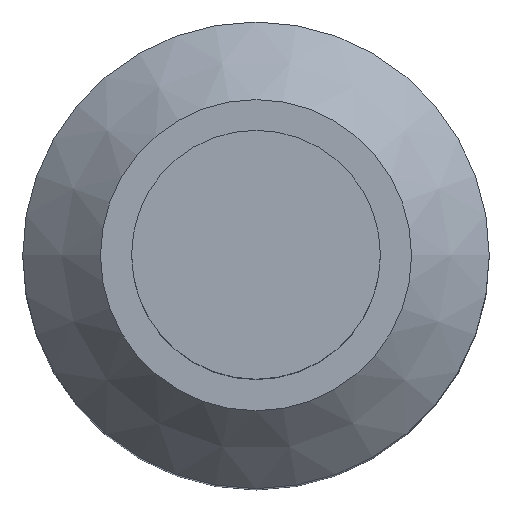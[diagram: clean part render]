
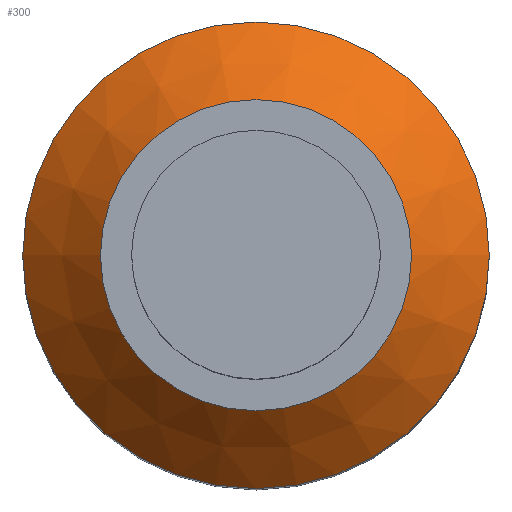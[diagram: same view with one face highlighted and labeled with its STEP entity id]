
A CAD part, top view. The second image highlights one B-rep face of the part: STEP entity #300.
In plain terms, the highlighted conical face has half-angle 45 degrees and reference radius 1 mm.
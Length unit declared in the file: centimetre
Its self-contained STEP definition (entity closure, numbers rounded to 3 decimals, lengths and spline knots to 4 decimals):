
#104=CONICAL_SURFACE('',#319,0.1,0.785);
#156=VERTEX_POINT('',#382);
#169=VERTEX_POINT('',#423);
#174=CIRCLE('',#310,0.15);
#175=CIRCLE('',#320,0.1);
#180=EDGE_CURVE('',#156,#156,#174,.T.);
#199=EDGE_CURVE('',#169,#169,#175,.T.);
#244=ORIENTED_EDGE('',*,*,#199,.T.);
#245=ORIENTED_EDGE('',*,*,#180,.T.);
#264=EDGE_LOOP('',(#244));
#265=EDGE_LOOP('',(#245));
#284=FACE_BOUND('',#264,.T.);
#285=FACE_BOUND('',#265,.T.);
#300=ADVANCED_FACE('',(#284,#285),#104,.T.);
#310=AXIS2_PLACEMENT_3D('',#381,#336,#337);
#319=AXIS2_PLACEMENT_3D('',#421,#364,#365);
#320=AXIS2_PLACEMENT_3D('',#422,#366,#367);
#336=DIRECTION('',(0.,0.,1.));
#337=DIRECTION('',(-0.15,0.,0.));
#364=DIRECTION('',(0.,0.,-1.));
#365=DIRECTION('',(-0.1,0.,0.));
#366=DIRECTION('',(0.,0.,-1.));
#367=DIRECTION('',(-0.1,0.,0.));
#381=CARTESIAN_POINT('',(0.,0.,0.55));
#382=CARTESIAN_POINT('',(0.15,0.,0.55));
#421=CARTESIAN_POINT('',(0.,0.,0.6));
#422=CARTESIAN_POINT('',(0.,0.,0.6));
#423=CARTESIAN_POINT('',(0.1,0.,0.6));
